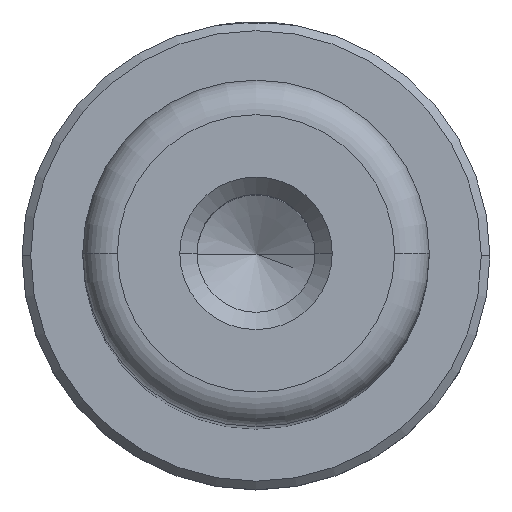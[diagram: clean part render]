
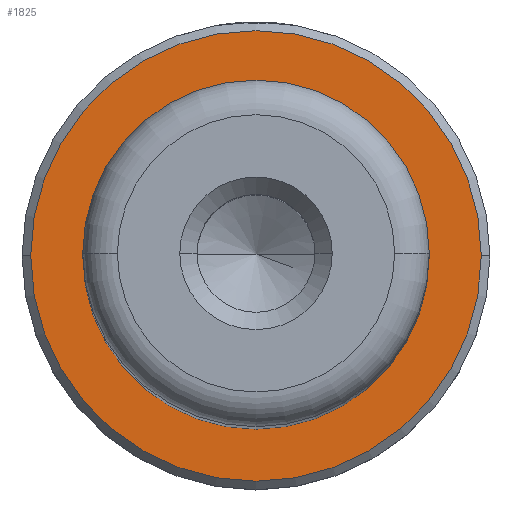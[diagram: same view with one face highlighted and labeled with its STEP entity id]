
A CAD part, top view. The second image highlights one B-rep face of the part: STEP entity #1825.
In plain terms, the highlighted planar face has unit normal (0, 0, 1).
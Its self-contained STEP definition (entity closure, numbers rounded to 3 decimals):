
#73 = DIRECTION ( 'NONE',  ( 1., 0., 0. ) ) ;
#99 = EDGE_LOOP ( 'NONE', ( #2069, #1235 ) ) ;
#113 = CIRCLE ( 'NONE', #1193, 13. ) ;
#116 = EDGE_LOOP ( 'NONE', ( #560, #155 ) ) ;
#155 = ORIENTED_EDGE ( 'NONE', *, *, #1407, .T. ) ;
#252 = AXIS2_PLACEMENT_3D ( 'NONE', #912, #902, #898 ) ;
#266 = FACE_OUTER_BOUND ( 'NONE', #99, .T. ) ;
#298 = DIRECTION ( 'NONE',  ( 0., 0., 1. ) ) ;
#362 = EDGE_CURVE ( 'NONE', #385, #405, #1676, .T. ) ;
#385 = VERTEX_POINT ( 'NONE', #757 ) ;
#405 = VERTEX_POINT ( 'NONE', #635 ) ;
#415 = AXIS2_PLACEMENT_3D ( 'NONE', #894, #1048, #73 ) ;
#560 = ORIENTED_EDGE ( 'NONE', *, *, #362, .T. ) ;
#570 = EDGE_CURVE ( 'NONE', #800, #1918, #1343, .T. ) ;
#583 = PLANE ( 'NONE',  #415 ) ;
#606 = CARTESIAN_POINT ( 'NONE',  ( 13., 0., 18. ) ) ;
#635 = CARTESIAN_POINT ( 'NONE',  ( 9.5, 0., 18. ) ) ;
#650 = DIRECTION ( 'NONE',  ( 0., 0., 1. ) ) ;
#757 = CARTESIAN_POINT ( 'NONE',  ( -9.5, 0., 18. ) ) ;
#772 = DIRECTION ( 'NONE',  ( 1., 0., 0. ) ) ;
#783 = CARTESIAN_POINT ( 'NONE',  ( 0., 0., 18. ) ) ;
#799 = DIRECTION ( 'NONE',  ( 0., 0., -1. ) ) ;
#800 = VERTEX_POINT ( 'NONE', #976 ) ;
#894 = CARTESIAN_POINT ( 'NONE',  ( 0., 0., 18. ) ) ;
#898 = DIRECTION ( 'NONE',  ( -1., 0., 0. ) ) ;
#902 = DIRECTION ( 'NONE',  ( 0., 0., -1. ) ) ;
#912 = CARTESIAN_POINT ( 'NONE',  ( 0., 0., 18. ) ) ;
#976 = CARTESIAN_POINT ( 'NONE',  ( -13., 0., 18. ) ) ;
#1024 = EDGE_CURVE ( 'NONE', #1918, #800, #113, .T. ) ;
#1032 = CIRCLE ( 'NONE', #1330, 9.5 ) ;
#1048 = DIRECTION ( 'NONE',  ( 0., 0., 1. ) ) ;
#1193 = AXIS2_PLACEMENT_3D ( 'NONE', #1256, #298, #1419 ) ;
#1235 = ORIENTED_EDGE ( 'NONE', *, *, #1024, .T. ) ;
#1256 = CARTESIAN_POINT ( 'NONE',  ( 0., 0., 18. ) ) ;
#1330 = AXIS2_PLACEMENT_3D ( 'NONE', #1746, #799, #1910 ) ;
#1343 = CIRCLE ( 'NONE', #2029, 13. ) ;
#1407 = EDGE_CURVE ( 'NONE', #405, #385, #1032, .T. ) ;
#1419 = DIRECTION ( 'NONE',  ( 1., 0., 0. ) ) ;
#1676 = CIRCLE ( 'NONE', #252, 9.5 ) ;
#1746 = CARTESIAN_POINT ( 'NONE',  ( 0., 0., 18. ) ) ;
#1825 = ADVANCED_FACE ( 'NONE', ( #266, #1938 ), #583, .T. ) ;
#1910 = DIRECTION ( 'NONE',  ( -1., 0., 0. ) ) ;
#1918 = VERTEX_POINT ( 'NONE', #606 ) ;
#1938 = FACE_BOUND ( 'NONE', #116, .T. ) ;
#2029 = AXIS2_PLACEMENT_3D ( 'NONE', #783, #650, #772 ) ;
#2069 = ORIENTED_EDGE ( 'NONE', *, *, #570, .T. ) ;
